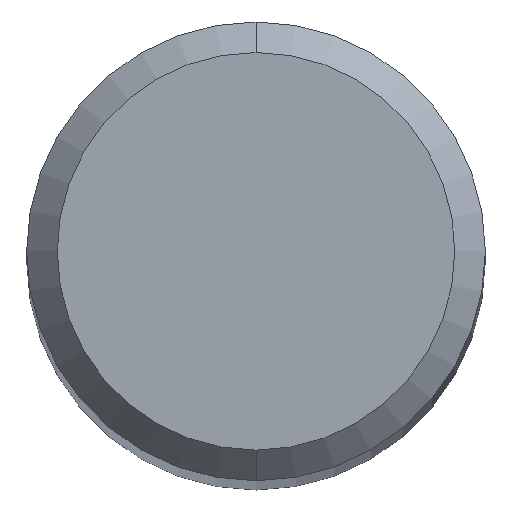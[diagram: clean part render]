
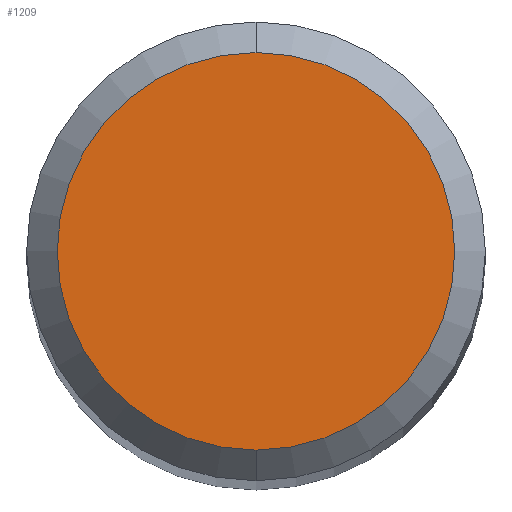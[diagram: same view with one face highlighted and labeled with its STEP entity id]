
A CAD part, top view. The second image highlights one B-rep face of the part: STEP entity #1209.
In plain terms, the highlighted planar face has unit normal (0, 0, 1).
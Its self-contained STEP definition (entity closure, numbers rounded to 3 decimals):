
#801=VERTEX_POINT('',#1691);
#919=EDGE_CURVE('',#801,#1081,#1821,.T.);
#1045=EDGE_CURVE('',#1081,#801,#1959,.T.);
#1081=VERTEX_POINT('',#1998);
#1209=ADVANCED_FACE('',(#2134),#2135,.T.);
#1691=CARTESIAN_POINT('',(0.,-2.6,0.0));
#1821=CIRCLE('',#4846,2.6);
#1959=CIRCLE('',#6331,2.6);
#1998=CARTESIAN_POINT('',(0.0,2.6,0.0));
#2134=FACE_OUTER_BOUND('',#7755,.T.);
#2135=PLANE('',#7756);
#4846=AXIS2_PLACEMENT_3D('',#8622,#8623,#8624);
#6331=AXIS2_PLACEMENT_3D('',#8781,#8782,#8783);
#7755=EDGE_LOOP('',(#8977,#8978));
#7756=AXIS2_PLACEMENT_3D('',#8979,#8980,#8981);
#8622=CARTESIAN_POINT('',(0.0,0.0,0.0));
#8623=DIRECTION('',(0.0,0.0,-1.0));
#8624=DIRECTION('',(0.0,1.0,0.0));
#8781=CARTESIAN_POINT('',(0.0,0.0,0.0));
#8782=DIRECTION('',(0.0,0.0,-1.0));
#8783=DIRECTION('',(0.0,1.0,0.0));
#8977=ORIENTED_EDGE('',*,*,#1045,.F.);
#8978=ORIENTED_EDGE('',*,*,#919,.F.);
#8979=CARTESIAN_POINT('',(0.0,1.3,0.0));
#8980=DIRECTION('',(-0.0,0.0,1.0));
#8981=DIRECTION('',(0.0,-1.0,0.0));
